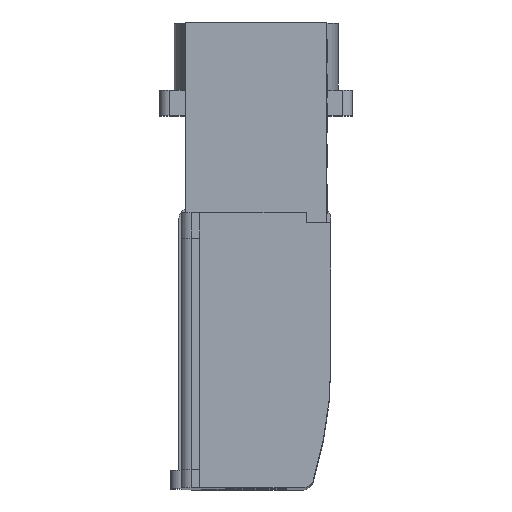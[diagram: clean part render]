
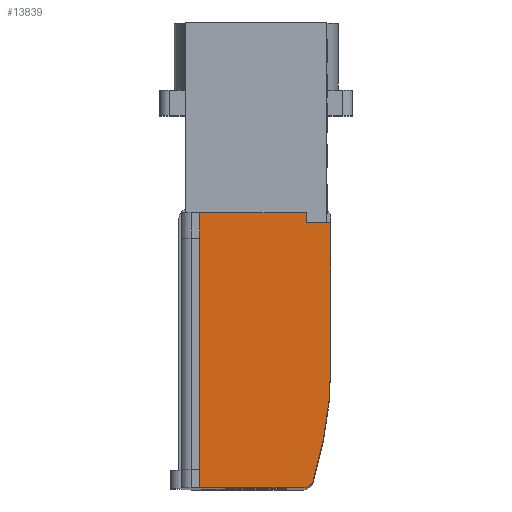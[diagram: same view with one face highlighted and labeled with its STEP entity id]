
A CAD part, top view. The second image highlights one B-rep face of the part: STEP entity #13839.
In plain terms, the highlighted planar face has unit normal (0, 0, 1).
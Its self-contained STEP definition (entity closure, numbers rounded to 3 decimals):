
#556 = EDGE_LOOP ( 'NONE', ( #57209, #13789, #36049, #7172, #51299, #1594, #12813, #2683, #48264, #6233 ) ) ;
#894 = EDGE_CURVE ( 'NONE', #22141, #41633, #40978, .T. ) ;
#1564 = LINE ( 'NONE', #6040, #56123 ) ;
#1594 = ORIENTED_EDGE ( 'NONE', *, *, #37494, .T. ) ;
#1977 = LINE ( 'NONE', #45930, #10692 ) ;
#2040 = VERTEX_POINT ( 'NONE', #34027 ) ;
#2457 = DIRECTION ( 'NONE',  ( -1., 0., 0. ) ) ;
#2683 = ORIENTED_EDGE ( 'NONE', *, *, #17819, .T. ) ;
#2770 = VECTOR ( 'NONE', #62764, 1000. ) ;
#5447 = VECTOR ( 'NONE', #16886, 1000. ) ;
#6040 = CARTESIAN_POINT ( 'NONE',  ( 5.5, -8.5, 62.9 ) ) ;
#6233 = ORIENTED_EDGE ( 'NONE', *, *, #48531, .T. ) ;
#7172 = ORIENTED_EDGE ( 'NONE', *, *, #7237, .T. ) ;
#7223 = VERTEX_POINT ( 'NONE', #46259 ) ;
#7237 = EDGE_CURVE ( 'NONE', #7223, #12250, #1977, .T. ) ;
#7691 = DIRECTION ( 'NONE',  ( -1., 0., 0. ) ) ;
#8688 = CARTESIAN_POINT ( 'NONE',  ( -5.551, 17.595, 62.9 ) ) ;
#9188 = LINE ( 'NONE', #18102, #2770 ) ;
#9785 = EDGE_CURVE ( 'NONE', #27326, #12250, #50616, .T. ) ;
#10692 = VECTOR ( 'NONE', #21731, 1000. ) ;
#11101 = CARTESIAN_POINT ( 'NONE',  ( -7.3, -7.5, 62.9 ) ) ;
#12149 = CARTESIAN_POINT ( 'NONE',  ( 7.3, 18.3, 62.9 ) ) ;
#12250 = VERTEX_POINT ( 'NONE', #24801 ) ;
#12813 = ORIENTED_EDGE ( 'NONE', *, *, #20123, .T. ) ;
#12855 = CARTESIAN_POINT ( 'NONE',  ( 5.5, -6., 62.9 ) ) ;
#13789 = ORIENTED_EDGE ( 'NONE', *, *, #894, .T. ) ;
#13839 = ADVANCED_FACE ( 'NONE', ( #41883 ), #17364, .T. ) ;
#16886 = DIRECTION ( 'NONE',  ( 0., 1., 0. ) ) ;
#17364 = PLANE ( 'NONE',  #54100 ) ;
#17819 = EDGE_CURVE ( 'NONE', #2040, #52509, #60594, .T. ) ;
#18102 = CARTESIAN_POINT ( 'NONE',  ( -4.9, -7.5, 62.9 ) ) ;
#20123 = EDGE_CURVE ( 'NONE', #37337, #2040, #40841, .T. ) ;
#21731 = DIRECTION ( 'NONE',  ( 0., -1., 0. ) ) ;
#22141 = VERTEX_POINT ( 'NONE', #41188 ) ;
#22151 = VERTEX_POINT ( 'NONE', #31632 ) ;
#24801 = CARTESIAN_POINT ( 'NONE',  ( -7.3, -7.5, 62.9 ) ) ;
#25220 = DIRECTION ( 'NONE',  ( 1., 0., 0. ) ) ;
#25448 = DIRECTION ( 'NONE',  ( 0., 1., 0. ) ) ;
#25715 = AXIS2_PLACEMENT_3D ( 'NONE', #48528, #38612, #25220 ) ;
#26180 = AXIS2_PLACEMENT_3D ( 'NONE', #45223, #59301, #44596 ) ;
#27326 = VERTEX_POINT ( 'NONE', #29167 ) ;
#27541 = DIRECTION ( 'NONE',  ( 0., 0., 1. ) ) ;
#29167 = CARTESIAN_POINT ( 'NONE',  ( -4.9, -7.5, 62.9 ) ) ;
#31632 = CARTESIAN_POINT ( 'NONE',  ( 5.5, 16.5, 62.9 ) ) ;
#33999 = CARTESIAN_POINT ( 'NONE',  ( 5.5, 6., 62.9 ) ) ;
#34027 = CARTESIAN_POINT ( 'NONE',  ( 5.5, -8.5, 62.9 ) ) ;
#35377 = CARTESIAN_POINT ( 'NONE',  ( 5.5, 6., 62.9 ) ) ;
#36049 = ORIENTED_EDGE ( 'NONE', *, *, #37151, .T. ) ;
#37151 = EDGE_CURVE ( 'NONE', #41633, #7223, #49647, .T. ) ;
#37337 = VERTEX_POINT ( 'NONE', #56087 ) ;
#37494 = EDGE_CURVE ( 'NONE', #27326, #37337, #9188, .T. ) ;
#38391 = VERTEX_POINT ( 'NONE', #39667 ) ;
#38612 = DIRECTION ( 'NONE',  ( 0., 0., 1. ) ) ;
#39667 = CARTESIAN_POINT ( 'NONE',  ( 5.5, 18.3, 62.9 ) ) ;
#40841 = LINE ( 'NONE', #55589, #60274 ) ;
#40978 = CIRCLE ( 'NONE', #25715, 1. ) ;
#41188 = CARTESIAN_POINT ( 'NONE',  ( -4.595, 18.3, 62.9 ) ) ;
#41633 = VERTEX_POINT ( 'NONE', #8688 ) ;
#41883 = FACE_OUTER_BOUND ( 'NONE', #556, .T. ) ;
#42885 = VECTOR ( 'NONE', #42913, 1000. ) ;
#42913 = DIRECTION ( 'NONE',  ( 0., 1., 0. ) ) ;
#42952 = EDGE_CURVE ( 'NONE', #52509, #22151, #1564, .T. ) ;
#44596 = DIRECTION ( 'NONE',  ( 1., 0., 0. ) ) ;
#45223 = CARTESIAN_POINT ( 'NONE',  ( 32., 6., 62.9 ) ) ;
#45645 = DIRECTION ( 'NONE',  ( 1., 0., 0. ) ) ;
#45930 = CARTESIAN_POINT ( 'NONE',  ( -7.3, 6., 62.9 ) ) ;
#46259 = CARTESIAN_POINT ( 'NONE',  ( -7.3, 6., 62.9 ) ) ;
#47325 = DIRECTION ( 'NONE',  ( 1., 0., 0. ) ) ;
#48264 = ORIENTED_EDGE ( 'NONE', *, *, #42952, .T. ) ;
#48528 = CARTESIAN_POINT ( 'NONE',  ( -4.595, 17.3, 62.9 ) ) ;
#48531 = EDGE_CURVE ( 'NONE', #22151, #38391, #57311, .T. ) ;
#49647 = CIRCLE ( 'NONE', #26180, 39.3 ) ;
#50163 = VECTOR ( 'NONE', #7691, 1000. ) ;
#50616 = LINE ( 'NONE', #11101, #54598 ) ;
#51299 = ORIENTED_EDGE ( 'NONE', *, *, #9785, .F. ) ;
#52051 = EDGE_CURVE ( 'NONE', #38391, #22141, #55857, .T. ) ;
#52509 = VERTEX_POINT ( 'NONE', #12855 ) ;
#54100 = AXIS2_PLACEMENT_3D ( 'NONE', #61408, #27541, #47325 ) ;
#54598 = VECTOR ( 'NONE', #2457, 1000. ) ;
#55589 = CARTESIAN_POINT ( 'NONE',  ( -7.3, -8.5, 62.9 ) ) ;
#55857 = LINE ( 'NONE', #12149, #50163 ) ;
#56087 = CARTESIAN_POINT ( 'NONE',  ( -4.9, -8.5, 62.9 ) ) ;
#56123 = VECTOR ( 'NONE', #25448, 1000. ) ;
#57209 = ORIENTED_EDGE ( 'NONE', *, *, #52051, .T. ) ;
#57311 = LINE ( 'NONE', #33999, #42885 ) ;
#59301 = DIRECTION ( 'NONE',  ( 0., 0., 1. ) ) ;
#60274 = VECTOR ( 'NONE', #45645, 1000. ) ;
#60594 = LINE ( 'NONE', #35377, #5447 ) ;
#61408 = CARTESIAN_POINT ( 'NONE',  ( 32., 6., 62.9 ) ) ;
#62764 = DIRECTION ( 'NONE',  ( 0., -1., 0. ) ) ;
